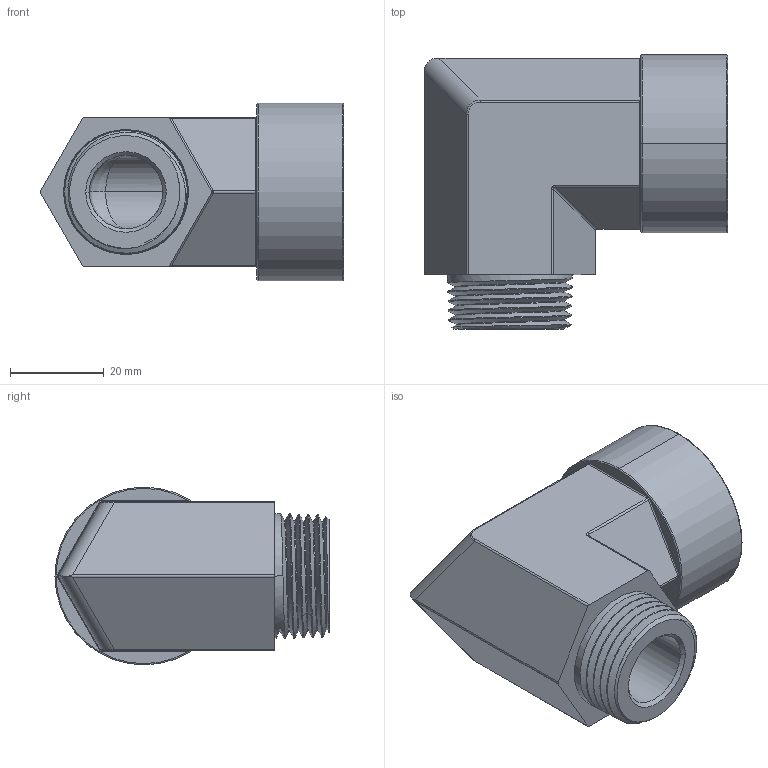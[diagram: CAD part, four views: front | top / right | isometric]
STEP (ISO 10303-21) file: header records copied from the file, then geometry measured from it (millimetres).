
FILE_DESCRIPTION((''),'2;1');
FILE_NAME('001_H-SLC_MASTER','2025-07-07T15:40:14',('Administrator'),(''),'CREO PARAMETRIC BY PTC INC, 2020184','CREO PARAMETRIC BY PTC INC, 2020184','');
FILE_SCHEMA(('AUTOMOTIVE_DESIGN { 1 0 10303 214 1 1 1 1 }'));
Length unit declared in the file: millimetre
Products named in the file (1): 001_H-SLC_MASTER
Bounding box: 64.78 x 58.6 x 38 mm (x, y, z)
Volume: 53468.8 mm3; surface area: 17770.3 mm2
Topology: 1 solids, 1 shells, 115 faces, 296 edges, 197 vertices
Faces by surface type: cylinder 31, cone 29, bspline 25, plane 20, torus 10
Entity records: 17527 total; most frequent: CARTESIAN_POINT 13934, ORIENTED_EDGE 572, DIRECTION 436, PRESENTATION_STYLE_ASSIGNMENT 298, STYLED_ITEM 298, CURVE_STYLE 297, EDGE_CURVE 286, VERTEX_POINT 176
